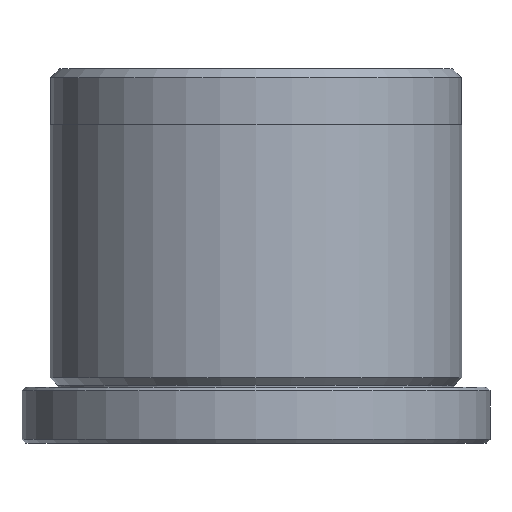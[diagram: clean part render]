
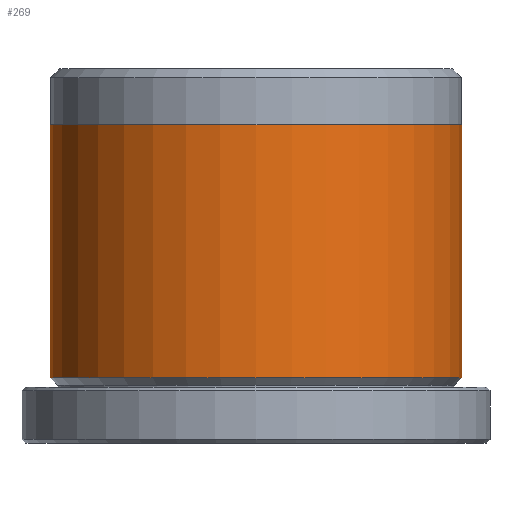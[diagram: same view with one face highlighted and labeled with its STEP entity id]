
A CAD part, front view. The second image highlights one B-rep face of the part: STEP entity #269.
In plain terms, the highlighted cylindrical face has radius 11 mm (diameter 22 mm), a partial arc.
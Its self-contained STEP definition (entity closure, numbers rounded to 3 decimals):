
#13 = DIRECTION ( 'NONE',  ( -1., 0., 0. ) ) ;
#26 = DIRECTION ( 'NONE',  ( 0., 0., -1. ) ) ;
#233 = CARTESIAN_POINT ( 'NONE',  ( 0., 0., 3.5 ) ) ;
#269 = ADVANCED_FACE ( 'NONE', ( #1262 ), #655, .T. ) ;
#283 = EDGE_CURVE ( 'NONE', #976, #2275, #1330, .T. ) ;
#291 = DIRECTION ( 'NONE',  ( 0., 0., -1. ) ) ;
#319 = CARTESIAN_POINT ( 'NONE',  ( -11., 0., 20. ) ) ;
#333 = EDGE_CURVE ( 'NONE', #1042, #595, #1715, .T. ) ;
#469 = EDGE_LOOP ( 'NONE', ( #636, #1280, #2283, #1188 ) ) ;
#494 = CARTESIAN_POINT ( 'NONE',  ( 0., 0., 17. ) ) ;
#587 = CARTESIAN_POINT ( 'NONE',  ( -11., 0., 17. ) ) ;
#595 = VERTEX_POINT ( 'NONE', #1702 ) ;
#636 = ORIENTED_EDGE ( 'NONE', *, *, #283, .F. ) ;
#655 = CYLINDRICAL_SURFACE ( 'NONE', #1310, 11. ) ;
#706 = DIRECTION ( 'NONE',  ( 1., 0., 0. ) ) ;
#717 = CARTESIAN_POINT ( 'NONE',  ( 11., 0., 17. ) ) ;
#745 = CARTESIAN_POINT ( 'NONE',  ( 11., 0., 3.5 ) ) ;
#813 = CIRCLE ( 'NONE', #1955, 11. ) ;
#976 = VERTEX_POINT ( 'NONE', #717 ) ;
#1042 = VERTEX_POINT ( 'NONE', #587 ) ;
#1185 = CARTESIAN_POINT ( 'NONE',  ( 11., 0., 20. ) ) ;
#1188 = ORIENTED_EDGE ( 'NONE', *, *, #1191, .F. ) ;
#1191 = EDGE_CURVE ( 'NONE', #2275, #595, #2253, .T. ) ;
#1262 = FACE_OUTER_BOUND ( 'NONE', #469, .T. ) ;
#1280 = ORIENTED_EDGE ( 'NONE', *, *, #1769, .F. ) ;
#1310 = AXIS2_PLACEMENT_3D ( 'NONE', #2267, #1441, #1452 ) ;
#1330 = LINE ( 'NONE', #1185, #2319 ) ;
#1401 = DIRECTION ( 'NONE',  ( 0., 0., -1. ) ) ;
#1441 = DIRECTION ( 'NONE',  ( 0., 0., -1. ) ) ;
#1452 = DIRECTION ( 'NONE',  ( -1., 0., 0. ) ) ;
#1702 = CARTESIAN_POINT ( 'NONE',  ( -11., 0., 3.5 ) ) ;
#1715 = LINE ( 'NONE', #319, #2256 ) ;
#1769 = EDGE_CURVE ( 'NONE', #1042, #976, #813, .T. ) ;
#1955 = AXIS2_PLACEMENT_3D ( 'NONE', #494, #2017, #706 ) ;
#2017 = DIRECTION ( 'NONE',  ( 0., 0., 1. ) ) ;
#2253 = CIRCLE ( 'NONE', #2479, 11. ) ;
#2256 = VECTOR ( 'NONE', #291, 1000. ) ;
#2267 = CARTESIAN_POINT ( 'NONE',  ( 0., 0., 20. ) ) ;
#2275 = VERTEX_POINT ( 'NONE', #745 ) ;
#2283 = ORIENTED_EDGE ( 'NONE', *, *, #333, .T. ) ;
#2319 = VECTOR ( 'NONE', #1401, 1000. ) ;
#2479 = AXIS2_PLACEMENT_3D ( 'NONE', #233, #26, #13 ) ;
